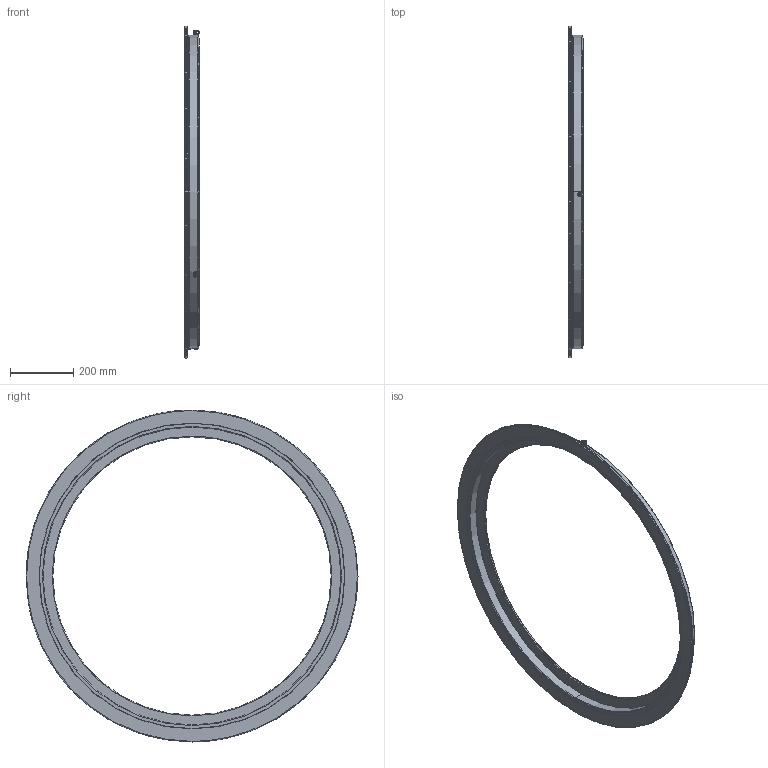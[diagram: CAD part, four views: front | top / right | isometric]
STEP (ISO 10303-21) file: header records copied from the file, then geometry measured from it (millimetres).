
FILE_DESCRIPTION (( 'STEP AP214' ), '1' );
FILE_NAME ('0010103.step', '2024-01-24T12:43:37', ( '' ), ( '' ), 'SwSTEP 2.0', 'SolidWorks 2020', '' );
FILE_SCHEMA (( 'AUTOMOTIVE_DESIGN' ));
Length unit declared in the file: millimetre
Products named in the file (1): 0010103
Bounding box: 45.08 x 1050 x 1050 mm (x, y, z)
Volume: 3878875.9 mm3; surface area: 1090566.8 mm2
Topology: 13 solids, 13 shells, 339 faces, 865 edges, 556 vertices
Faces by surface type: cylinder 106, plane 82, cone 80, torus 43, bspline 28
Entity records: 19113 total; most frequent: CARTESIAN_POINT 7081, DIRECTION 1730, ORIENTED_EDGE 1710, EDGE_CURVE 855, AXIS2_PLACEMENT_3D 739, VERTEX_POINT 556, CIRCLE 427, EDGE_LOOP 387
